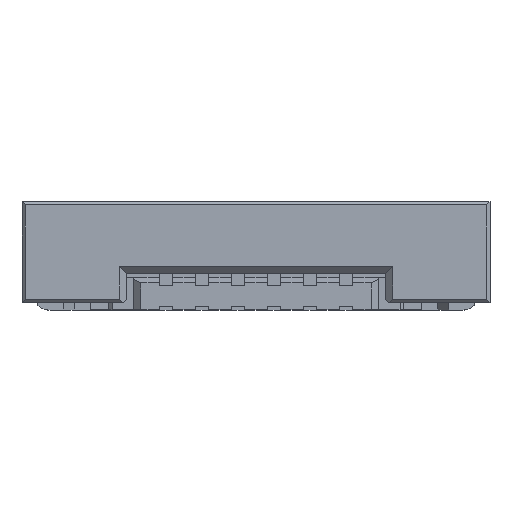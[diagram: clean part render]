
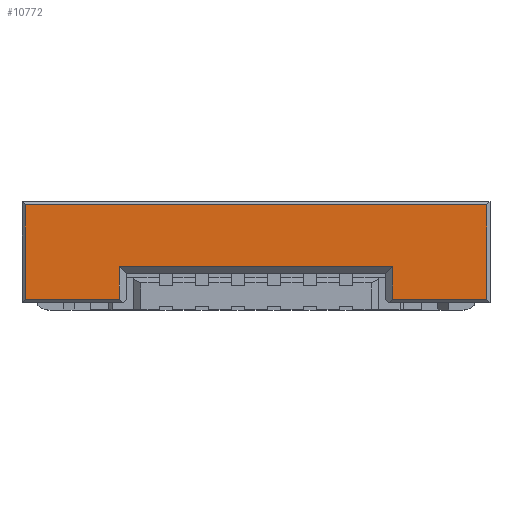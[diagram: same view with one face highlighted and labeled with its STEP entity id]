
A CAD part, top view. The second image highlights one B-rep face of the part: STEP entity #10772.
In plain terms, the highlighted planar face has unit normal (0, 0, 1).
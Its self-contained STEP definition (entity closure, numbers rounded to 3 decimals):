
#3865=DIRECTION('',(0.,-1.,0.));
#3866=VECTOR('',#3865,2.624);
#3867=CARTESIAN_POINT('',(-6.412,2.912,6.7));
#3868=LINE('',#3867,#3866);
#3869=DIRECTION('',(1.,0.,0.));
#3870=VECTOR('',#3869,12.824);
#3871=CARTESIAN_POINT('',(-6.412,2.912,6.7));
#3872=LINE('',#3871,#3870);
#3881=DIRECTION('',(0.,1.,0.));
#3882=VECTOR('',#3881,0.912);
#3883=CARTESIAN_POINT('',(-3.8,0.288,6.7));
#3884=LINE('',#3883,#3882);
#3901=DIRECTION('',(-1.,0.,0.));
#3902=VECTOR('',#3901,7.6);
#3903=CARTESIAN_POINT('',(3.8,1.2,6.7));
#3904=LINE('',#3903,#3902);
#3913=DIRECTION('',(0.,1.,0.));
#3914=VECTOR('',#3913,0.912);
#3915=CARTESIAN_POINT('',(3.8,0.288,6.7));
#3916=LINE('',#3915,#3914);
#3941=DIRECTION('',(1.,0.,0.));
#3942=VECTOR('',#3941,2.612);
#3943=CARTESIAN_POINT('',(3.8,0.288,6.7));
#3944=LINE('',#3943,#3942);
#3953=DIRECTION('',(0.,-1.,0.));
#3954=VECTOR('',#3953,2.624);
#3955=CARTESIAN_POINT('',(6.412,2.912,6.7));
#3956=LINE('',#3955,#3954);
#4041=DIRECTION('',(1.,0.,0.));
#4042=VECTOR('',#4041,2.612);
#4043=CARTESIAN_POINT('',(-6.412,0.288,6.7));
#4044=LINE('',#4043,#4042);
#5072=CARTESIAN_POINT('',(-6.412,0.288,6.7));
#5074=VERTEX_POINT('',#5072);
#5075=CARTESIAN_POINT('',(-6.412,2.912,6.7));
#5076=CARTESIAN_POINT('',(6.412,2.912,6.7));
#5077=VERTEX_POINT('',#5075);
#5078=VERTEX_POINT('',#5076);
#5093=CARTESIAN_POINT('',(-3.8,0.288,6.7));
#5094=CARTESIAN_POINT('',(-3.8,1.2,6.7));
#5095=VERTEX_POINT('',#5093);
#5096=VERTEX_POINT('',#5094);
#5105=CARTESIAN_POINT('',(3.8,1.2,6.7));
#5106=VERTEX_POINT('',#5105);
#5109=CARTESIAN_POINT('',(3.8,0.288,6.7));
#5110=VERTEX_POINT('',#5109);
#5117=CARTESIAN_POINT('',(6.412,0.288,6.7));
#5118=VERTEX_POINT('',#5117);
#10751=CARTESIAN_POINT('',(-6.5,3.,6.7));
#10752=DIRECTION('',(0.,0.,1.));
#10753=DIRECTION('',(0.,-1.,0.));
#10754=AXIS2_PLACEMENT_3D('',#10751,#10752,#10753);
#10755=PLANE('',#10754);
#10757=ORIENTED_EDGE('',*,*,#10756,.F.);
#10759=ORIENTED_EDGE('',*,*,#10758,.F.);
#10760=ORIENTED_EDGE('',*,*,#10729,.F.);
#10761=ORIENTED_EDGE('',*,*,#10741,.T.);
#10763=ORIENTED_EDGE('',*,*,#10762,.T.);
#10765=ORIENTED_EDGE('',*,*,#10764,.F.);
#10767=ORIENTED_EDGE('',*,*,#10766,.T.);
#10769=ORIENTED_EDGE('',*,*,#10768,.T.);
#10770=EDGE_LOOP('',(#10757,#10759,#10760,#10761,#10763,#10765,#10767,#10769));
#10771=FACE_OUTER_BOUND('',#10770,.F.);
#10772=ADVANCED_FACE('',(#10771),#10755,.T.);
#10729=EDGE_CURVE('',#5077,#5074,#3868,.T.);
#10741=EDGE_CURVE('',#5077,#5078,#3872,.T.);
#10756=EDGE_CURVE('',#5095,#5096,#3884,.T.);
#10758=EDGE_CURVE('',#5074,#5095,#4044,.T.);
#10762=EDGE_CURVE('',#5078,#5118,#3956,.T.);
#10764=EDGE_CURVE('',#5110,#5118,#3944,.T.);
#10766=EDGE_CURVE('',#5110,#5106,#3916,.T.);
#10768=EDGE_CURVE('',#5106,#5096,#3904,.T.);
